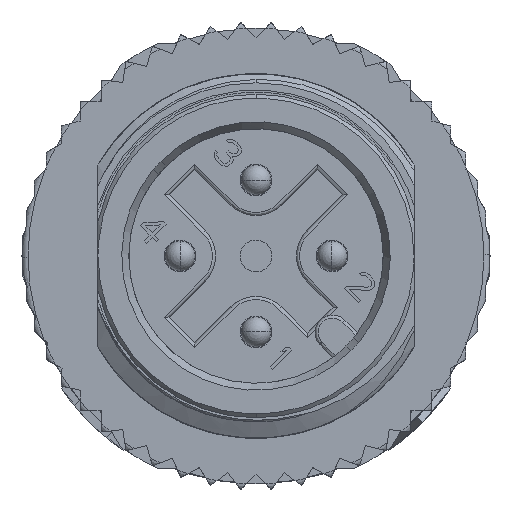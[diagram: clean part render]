
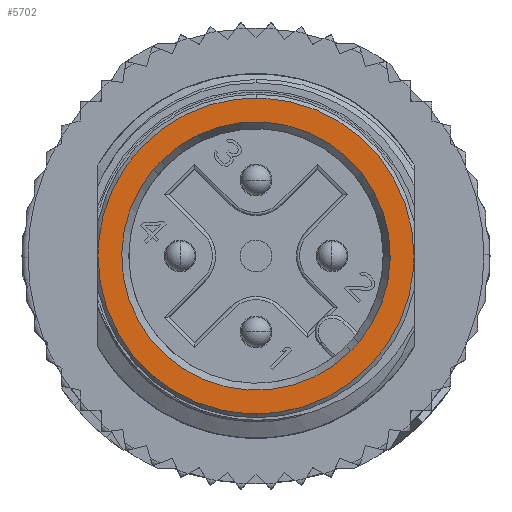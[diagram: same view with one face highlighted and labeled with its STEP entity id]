
A CAD part, front view. The second image highlights one B-rep face of the part: STEP entity #5702.
In plain terms, the highlighted planar face has unit normal (0, -1, 0).
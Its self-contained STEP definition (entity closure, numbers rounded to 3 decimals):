
#5702=ADVANCED_FACE('',(#12035,#12036),#12037,.T.);
#12035=FACE_OUTER_BOUND('',#28580,.T.);
#12036=FACE_BOUND('',#28581,.T.);
#12037=PLANE('',#28582);
#28580=EDGE_LOOP('',(#53854,#53855,#53856,#53857));
#28581=EDGE_LOOP('',(#53858,#53859,#53860,#53861));
#28582=AXIS2_PLACEMENT_3D('',#53862,#53863,#53864);
#53854=ORIENTED_EDGE('',*,*,#63720,.T.);
#53855=ORIENTED_EDGE('',*,*,#65410,.T.);
#53856=ORIENTED_EDGE('',*,*,#63715,.T.);
#53857=ORIENTED_EDGE('',*,*,#65412,.T.);
#53858=ORIENTED_EDGE('',*,*,#63865,.F.);
#53859=ORIENTED_EDGE('',*,*,#64780,.F.);
#53860=ORIENTED_EDGE('',*,*,#63870,.F.);
#53861=ORIENTED_EDGE('',*,*,#64783,.F.);
#53862=CARTESIAN_POINT('',(-5.72,-16.1,5.682));
#53863=DIRECTION('',(0.0,-1.0,0.0));
#53864=DIRECTION('',(1.0,0.0,0.0));
#63715=EDGE_CURVE('',#73839,#73836,#73840,.T.);
#63720=EDGE_CURVE('',#73848,#73845,#73849,.T.);
#63865=EDGE_CURVE('',#74105,#74101,#74107,.T.);
#63870=EDGE_CURVE('',#74114,#74110,#74116,.T.);
#64780=EDGE_CURVE('',#74110,#74105,#75431,.T.);
#64783=EDGE_CURVE('',#74101,#74114,#75434,.T.);
#65410=EDGE_CURVE('',#73845,#73839,#76325,.T.);
#65412=EDGE_CURVE('',#73836,#73848,#76327,.T.);
#73836=VERTEX_POINT('',#94093);
#73839=VERTEX_POINT('',#94097);
#73840=CIRCLE('',#94098,5.2);
#73845=VERTEX_POINT('',#94104);
#73848=VERTEX_POINT('',#94108);
#73849=CIRCLE('',#94109,5.2);
#74101=VERTEX_POINT('',#94546);
#74105=VERTEX_POINT('',#94551);
#74107=CIRCLE('',#94554,4.418);
#74110=VERTEX_POINT('',#94557);
#74114=VERTEX_POINT('',#94562);
#74116=CIRCLE('',#94565,4.418);
#75431=CIRCLE('',#96393,4.418);
#75434=CIRCLE('',#96396,4.418);
#76325=CIRCLE('',#97781,5.2);
#76327=CIRCLE('',#97783,5.2);
#94093=CARTESIAN_POINT('',(-5.18,-16.1,0.453));
#94097=CARTESIAN_POINT('',(5.2,-16.1,0.0));
#94098=AXIS2_PLACEMENT_3D('',#112562,#112563,#112564);
#94104=CARTESIAN_POINT('',(5.18,-16.1,-0.453));
#94108=CARTESIAN_POINT('',(-5.2,-16.1,0.0));
#94109=AXIS2_PLACEMENT_3D('',#112570,#112571,#112572);
#94546=CARTESIAN_POINT('',(3.385,-16.1,-2.84));
#94551=CARTESIAN_POINT('',(3.124,-16.1,-3.124));
#94554=AXIS2_PLACEMENT_3D('',#112795,#112796,#112797);
#94557=CARTESIAN_POINT('',(-3.385,-16.1,2.84));
#94562=CARTESIAN_POINT('',(-3.124,-16.1,3.124));
#94565=AXIS2_PLACEMENT_3D('',#112803,#112804,#112805);
#96393=AXIS2_PLACEMENT_3D('',#113864,#113865,#113866);
#96396=AXIS2_PLACEMENT_3D('',#113870,#113871,#113872);
#97781=AXIS2_PLACEMENT_3D('',#114401,#114402,#114403);
#97783=AXIS2_PLACEMENT_3D('',#114404,#114405,#114406);
#112562=CARTESIAN_POINT('',(0.0,-16.1,0.0));
#112563=DIRECTION('',(0.0,-1.0,0.0));
#112564=DIRECTION('',(1.0,0.0,0.0));
#112570=CARTESIAN_POINT('',(0.0,-16.1,0.0));
#112571=DIRECTION('',(0.0,-1.0,0.0));
#112572=DIRECTION('',(-1.0,0.0,0.0));
#112795=CARTESIAN_POINT('',(0.0,-16.1,0.0));
#112796=DIRECTION('',(0.0,-1.0,0.0));
#112797=DIRECTION('',(0.707,0.0,-0.707));
#112803=CARTESIAN_POINT('',(0.0,-16.1,0.0));
#112804=DIRECTION('',(0.0,-1.0,0.0));
#112805=DIRECTION('',(-0.707,0.0,0.707));
#113864=CARTESIAN_POINT('',(0.0,-16.1,0.0));
#113865=DIRECTION('',(0.0,-1.0,0.0));
#113866=DIRECTION('',(-0.707,0.0,0.707));
#113870=CARTESIAN_POINT('',(0.0,-16.1,0.0));
#113871=DIRECTION('',(0.0,-1.0,0.0));
#113872=DIRECTION('',(0.707,0.0,-0.707));
#114401=CARTESIAN_POINT('',(0.0,-16.1,0.0));
#114402=DIRECTION('',(0.0,-1.0,0.0));
#114403=DIRECTION('',(-1.0,0.0,0.0));
#114404=CARTESIAN_POINT('',(0.0,-16.1,0.0));
#114405=DIRECTION('',(0.0,-1.0,0.0));
#114406=DIRECTION('',(1.0,0.0,0.0));
